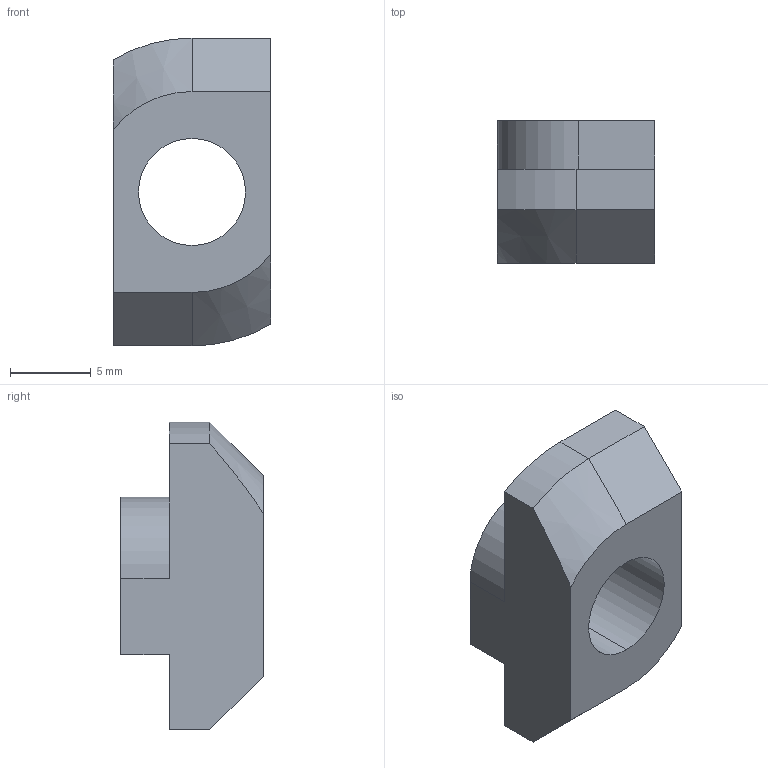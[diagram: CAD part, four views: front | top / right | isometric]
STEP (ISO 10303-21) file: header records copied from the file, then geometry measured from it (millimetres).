
FILE_DESCRIPTION (( 'STEP AP214' ), '1' );
FILE_NAME ('6211530', '2019-02-04T09:31:54', ( '' ), ('JUGARD+KÜNSTNER GmbH'), 'SwSTEP 2.0', 'SolidWorks 2017', '' );
FILE_SCHEMA (( 'AUTOMOTIVE_DESIGN' ));
Length unit declared in the file: millimetre
Products named in the file (1): 6211530_CNAJF00
Bounding box: 9.7 x 8.8 x 19 mm (x, y, z)
Volume: 884.4 mm3; surface area: 835.7 mm2
Topology: 1 solids, 1 shells, 20 faces, 54 edges, 36 vertices
Faces by surface type: plane 12, cylinder 6, cone 2
Entity records: 678 total; most frequent: CARTESIAN_POINT 127, ORIENTED_EDGE 108, DIRECTION 106, EDGE_CURVE 54, LINE 36, VERTEX_POINT 36, VECTOR 36, AXIS2_PLACEMENT_3D 35
